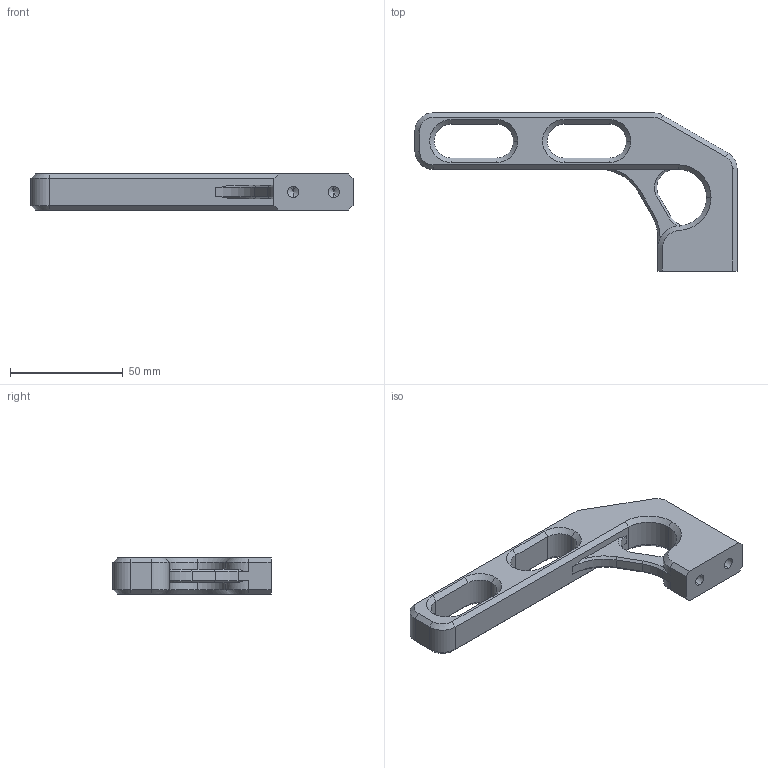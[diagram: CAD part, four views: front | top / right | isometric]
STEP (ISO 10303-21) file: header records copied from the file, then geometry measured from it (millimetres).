
FILE_DESCRIPTION (( 'STEP AP203' ), '1' );
FILE_NAME ('V2_ASV-1.4-USI_002-A-POIGNEE.STEP', '2024-09-10T09:12:45', ( '' ), ( '' ), 'SwSTEP 2.0', 'SolidWorks 2016', '' );
FILE_SCHEMA (( 'CONFIG_CONTROL_DESIGN' ));
Length unit declared in the file: millimetre
Products named in the file (1): V2_ASV-1.4-USI_002-A-POIGNEE
Bounding box: 142.5 x 70 x 16 mm (x, y, z)
Volume: 51852.6 mm3; surface area: 16122.2 mm2
Topology: 1 solids, 1 shells, 101 faces, 245 edges, 143 vertices
Faces by surface type: plane 43, cone 36, cylinder 22
Entity records: 2973 total; most frequent: CARTESIAN_POINT 524, DIRECTION 512, ORIENTED_EDGE 482, EDGE_CURVE 241, AXIS2_PLACEMENT_3D 179, VECTOR 154, LINE 154, VERTEX_POINT 143
